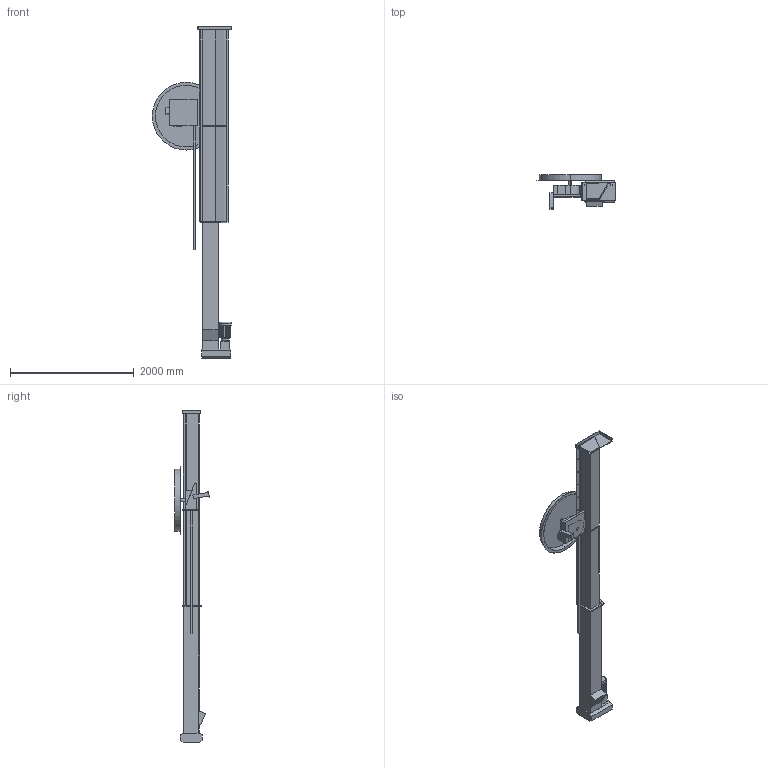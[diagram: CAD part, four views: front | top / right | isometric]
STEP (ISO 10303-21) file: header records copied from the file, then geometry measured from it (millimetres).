
FILE_DESCRIPTION (( 'STEP AP203' ), '1' );
FILE_NAME ('Šablona_dopravníku_L.STEP', '2021-03-10T11:13:08', ( '' ), ( '' ), 'SwSTEP 2.0', 'SolidWorks 2020', '' );
FILE_SCHEMA (( 'CONFIG_CONTROL_DESIGN' ));
Length unit declared in the file: millimetre
Products named in the file (1): Šablona_dopravníku_L
Bounding box: 1279.8 x 562.79 x 5361 mm (x, y, z)
Volume: 85686727.5 mm3; surface area: 17365879.6 mm2
Topology: 8 solids, 8 shells, 409 faces, 1147 edges, 744 vertices
Faces by surface type: plane 335, cylinder 68, torus 6
Entity records: 13110 total; most frequent: CARTESIAN_POINT 2325, ORIENTED_EDGE 2294, DIRECTION 2113, EDGE_CURVE 1147, LINE 985, VECTOR 985, VERTEX_POINT 744, AXIS2_PLACEMENT_3D 564
